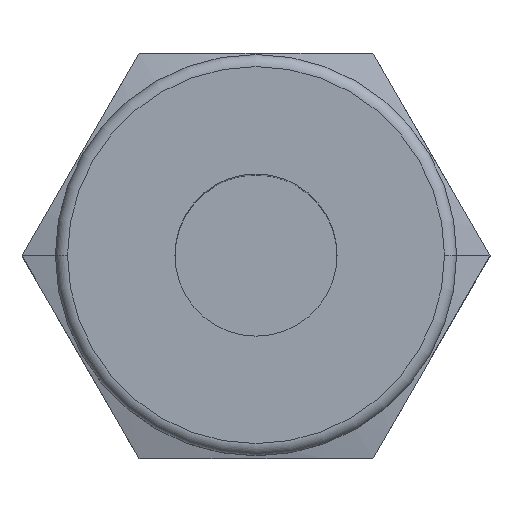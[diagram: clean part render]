
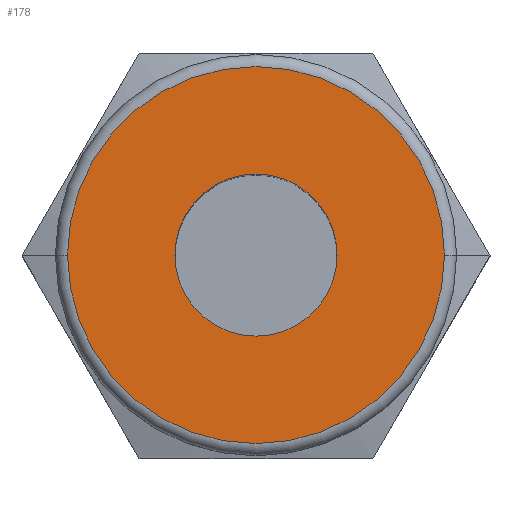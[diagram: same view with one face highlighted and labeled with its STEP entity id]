
A CAD part, top view. The second image highlights one B-rep face of the part: STEP entity #178.
In plain terms, the highlighted planar face has unit normal (0, 0, 1).
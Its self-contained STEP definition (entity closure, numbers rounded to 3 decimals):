
#178=ADVANCED_FACE('PC4-M6_',(#261,#247),#239,.T.);
#239=PLANE('',#1380);
#247=FACE_BOUND('',#974,.T.);
#261=FACE_OUTER_BOUND('',#973,.T.);
#356=ORIENTED_EDGE('',*,*,#602,.T.);
#357=ORIENTED_EDGE('',*,*,#603,.T.);
#358=ORIENTED_EDGE('',*,*,#604,.F.);
#359=ORIENTED_EDGE('',*,*,#605,.F.);
#602=EDGE_CURVE('114',#916,#917,#839,.T.);
#603=EDGE_CURVE('115',#917,#916,#840,.T.);
#604=EDGE_CURVE('92',#918,#919,#841,.T.);
#605=EDGE_CURVE('91',#919,#918,#842,.T.);
#839=CIRCLE('',#1376,4.65);
#840=CIRCLE('',#1377,4.65);
#841=CIRCLE('',#1378,2.);
#842=CIRCLE('',#1379,2.);
#916=VERTEX_POINT('34',#1162);
#917=VERTEX_POINT('73',#1163);
#918=VERTEX_POINT('68',#1166);
#919=VERTEX_POINT('35',#1167);
#973=EDGE_LOOP('',(#356,#357));
#974=EDGE_LOOP('',(#358,#359));
#1162=CARTESIAN_POINT('',(-4.65,0.,20.8));
#1163=CARTESIAN_POINT('',(4.65,0.,20.8));
#1164=CARTESIAN_POINT('',(0.,0.,20.8));
#1165=CARTESIAN_POINT('',(0.,0.,20.8));
#1166=CARTESIAN_POINT('',(2.,0.,20.8));
#1167=CARTESIAN_POINT('',(-2.,0.,20.8));
#1168=CARTESIAN_POINT('',(0.,0.,20.8));
#1169=CARTESIAN_POINT('',(0.,0.,20.8));
#1170=CARTESIAN_POINT('',(-5.15,5.15,20.8));
#1376=AXIS2_PLACEMENT_3D('',#1164,#1468,#1471);
#1377=AXIS2_PLACEMENT_3D('',#1165,#1468,#1469);
#1378=AXIS2_PLACEMENT_3D('',#1168,#1468,#1469);
#1379=AXIS2_PLACEMENT_3D('',#1169,#1468,#1471);
#1380=AXIS2_PLACEMENT_3D('',#1170,#1468,#1473);
#1468=DIRECTION('',(0.,0.,1.));
#1469=DIRECTION('',(1.,0.,0.));
#1471=DIRECTION('',(-1.,0.,0.));
#1473=DIRECTION('',(0.,-1.,0.));
